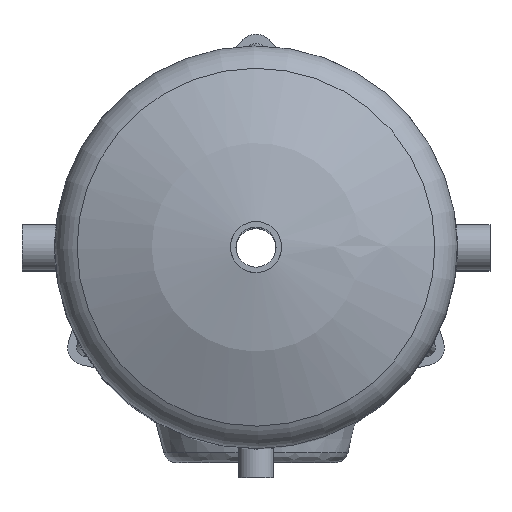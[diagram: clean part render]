
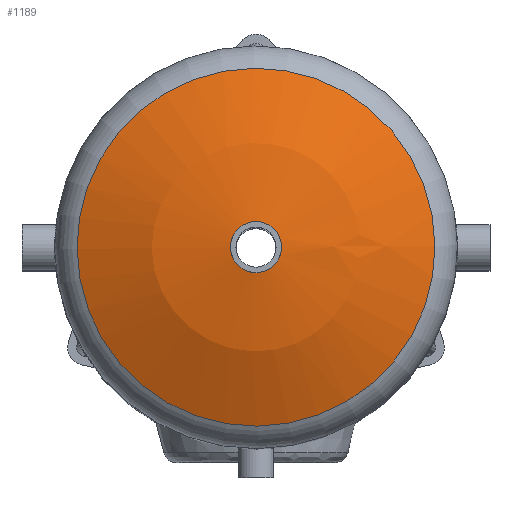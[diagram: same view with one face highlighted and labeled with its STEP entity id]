
A CAD part, top view. The second image highlights one B-rep face of the part: STEP entity #1189.
In plain terms, the highlighted spherical face has radius 450 mm.
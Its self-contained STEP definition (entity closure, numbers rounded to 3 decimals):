
#267=SPHERICAL_SURFACE('',#1341,450.);
#334=FACE_BOUND('',#551,.T.);
#409=FACE_OUTER_BOUND('',#550,.T.);
#550=EDGE_LOOP('',(#1082));
#551=EDGE_LOOP('',(#1083));
#606=CIRCLE('',#1329,28.5);
#612=CIRCLE('',#1340,200.);
#707=VERTEX_POINT('',#3876);
#713=VERTEX_POINT('',#3893);
#831=EDGE_CURVE('',#707,#707,#606,.T.);
#837=EDGE_CURVE('',#713,#713,#612,.T.);
#1082=ORIENTED_EDGE('',*,*,#831,.T.);
#1083=ORIENTED_EDGE('',*,*,#837,.T.);
#1189=ADVANCED_FACE('',(#409,#334),#267,.T.);
#1329=AXIS2_PLACEMENT_3D('',#3877,#1651,#1652);
#1340=AXIS2_PLACEMENT_3D('',#3894,#1673,#1674);
#1341=AXIS2_PLACEMENT_3D('',#3895,#1675,#1676);
#1651=DIRECTION('center_axis',(0.,0.,-1.));
#1652=DIRECTION('ref_axis',(1.,0.,0.));
#1673=DIRECTION('center_axis',(0.,0.,1.));
#1674=DIRECTION('ref_axis',(1.,0.,0.));
#1675=DIRECTION('center_axis',(0.,0.,1.));
#1676=DIRECTION('ref_axis',(1.,0.,0.));
#3876=CARTESIAN_POINT('',(-28.5,0.,114.097));
#3877=CARTESIAN_POINT('Origin',(0.,0.,114.097));
#3893=CARTESIAN_POINT('',(200.,0.,68.113));
#3894=CARTESIAN_POINT('Origin',(0.,0.,68.113));
#3895=CARTESIAN_POINT('Origin',(0.,0.,-335.));
